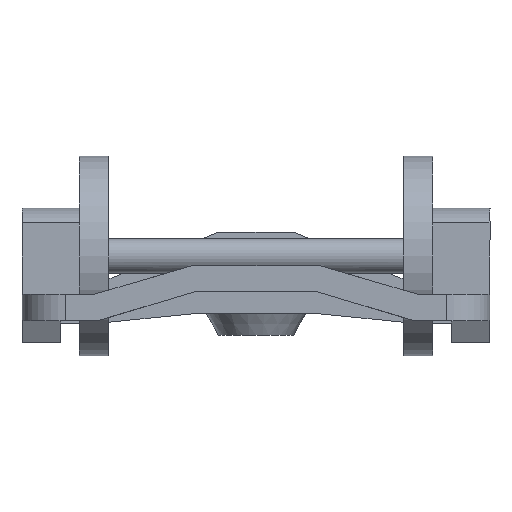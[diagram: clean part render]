
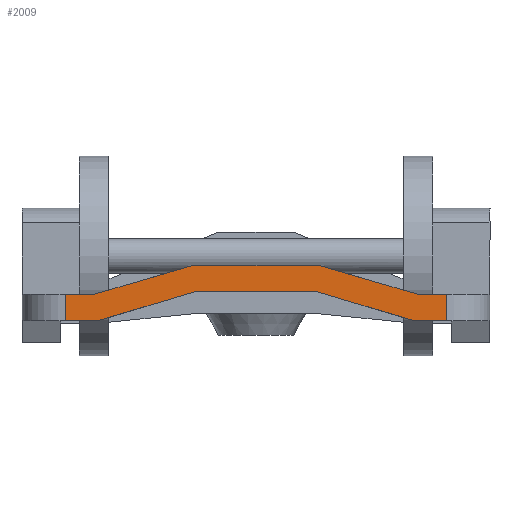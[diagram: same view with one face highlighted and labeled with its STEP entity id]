
A CAD part, left-side view. The second image highlights one B-rep face of the part: STEP entity #2009.
In plain terms, the highlighted planar face has unit normal (-1, 0, 0).
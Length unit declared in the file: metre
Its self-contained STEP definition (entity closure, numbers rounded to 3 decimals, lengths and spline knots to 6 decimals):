
#95 = LINE ( 'NONE', #1620, #1926 ) ;
#170 = ORIENTED_EDGE ( 'NONE', *, *, #3377, .F. ) ;
#191 = VERTEX_POINT ( 'NONE', #3518 ) ;
#267 = CARTESIAN_POINT ( 'NONE',  ( -14.588568, -0.8775, -0.637085 ) ) ;
#277 = VERTEX_POINT ( 'NONE', #1127 ) ;
#280 = AXIS2_PLACEMENT_3D ( 'NONE', #3358, #439, #709 ) ;
#365 = DIRECTION ( 'NONE',  ( 0., 1., 0. ) ) ;
#439 = DIRECTION ( 'NONE',  ( 1., 0., 0. ) ) ;
#472 = VECTOR ( 'NONE', #1556, 1. ) ;
#475 = LINE ( 'NONE', #2553, #1671 ) ;
#505 = CARTESIAN_POINT ( 'NONE',  ( -14.588568, -1.0775, -0.757085 ) ) ;
#545 = LINE ( 'NONE', #2336, #472 ) ;
#557 = VECTOR ( 'NONE', #2396, 1. ) ;
#598 = ORIENTED_EDGE ( 'NONE', *, *, #1320, .F. ) ;
#658 = ORIENTED_EDGE ( 'NONE', *, *, #1413, .F. ) ;
#709 = DIRECTION ( 'NONE',  ( 0., 1., 0. ) ) ;
#748 = ORIENTED_EDGE ( 'NONE', *, *, #1348, .F. ) ;
#762 = VERTEX_POINT ( 'NONE', #2088 ) ;
#837 = CARTESIAN_POINT ( 'NONE',  ( -14.588568, -1.0775, -0.637085 ) ) ;
#846 = ORIENTED_EDGE ( 'NONE', *, *, #2184, .T. ) ;
#889 = VERTEX_POINT ( 'NONE', #1290 ) ;
#920 = VECTOR ( 'NONE', #3623, 1. ) ;
#994 = EDGE_CURVE ( 'NONE', #1176, #889, #475, .T. ) ;
#997 = CARTESIAN_POINT ( 'NONE',  ( -14.588568, -0.8775, -0.757085 ) ) ;
#1002 = PLANE ( 'NONE',  #280 ) ;
#1016 = LINE ( 'NONE', #3681, #3270 ) ;
#1022 = VECTOR ( 'NONE', #3521, 1. ) ;
#1114 = EDGE_CURVE ( 'NONE', #1321, #1947, #1714, .T. ) ;
#1127 = CARTESIAN_POINT ( 'NONE',  ( -14.588568, -0.747099, -0.637085 ) ) ;
#1145 = CARTESIAN_POINT ( 'NONE',  ( -14.588568, -0.747099, -0.637085 ) ) ;
#1147 = DIRECTION ( 'NONE',  ( 0., 0., 1. ) ) ;
#1151 = VECTOR ( 'NONE', #365, 1. ) ;
#1155 = ORIENTED_EDGE ( 'NONE', *, *, #2203, .T. ) ;
#1176 = VERTEX_POINT ( 'NONE', #2123 ) ;
#1251 = CARTESIAN_POINT ( 'NONE',  ( -14.588568, 0.295939, -0.50498 ) ) ;
#1272 = VECTOR ( 'NONE', #1147, 1. ) ;
#1290 = CARTESIAN_POINT ( 'NONE',  ( -14.588568, 0.725002, -0.757085 ) ) ;
#1301 = EDGE_CURVE ( 'NONE', #889, #1616, #1016, .T. ) ;
#1320 = EDGE_CURVE ( 'NONE', #1947, #3149, #2201, .T. ) ;
#1321 = VERTEX_POINT ( 'NONE', #997 ) ;
#1348 = EDGE_CURVE ( 'NONE', #191, #1778, #95, .T. ) ;
#1376 = ORIENTED_EDGE ( 'NONE', *, *, #2490, .T. ) ;
#1413 = EDGE_CURVE ( 'NONE', #1176, #191, #3757, .T. ) ;
#1518 = VECTOR ( 'NONE', #2550, 1. ) ;
#1544 = LINE ( 'NONE', #1251, #3299 ) ;
#1556 = DIRECTION ( 'NONE',  ( 0., -1., 0. ) ) ;
#1559 = EDGE_CURVE ( 'NONE', #1321, #1955, #2659, .T. ) ;
#1616 = VERTEX_POINT ( 'NONE', #3538 ) ;
#1620 = CARTESIAN_POINT ( 'NONE',  ( -14.588568, 1.0775, -0.637085 ) ) ;
#1671 = VECTOR ( 'NONE', #2845, 1. ) ;
#1688 = EDGE_LOOP ( 'NONE', ( #2030, #2267, #846, #598, #2614, #3748, #1155, #1376, #3833, #170, #748, #658 ) ) ;
#1714 = LINE ( 'NONE', #505, #2852 ) ;
#1759 = CARTESIAN_POINT ( 'NONE',  ( -14.588568, 0.747099, -0.637085 ) ) ;
#1778 = VERTEX_POINT ( 'NONE', #1759 ) ;
#1838 = CARTESIAN_POINT ( 'NONE',  ( -14.588568, -0.8775, -0.637085 ) ) ;
#1926 = VECTOR ( 'NONE', #2143, 1. ) ;
#1947 = VERTEX_POINT ( 'NONE', #3298 ) ;
#1955 = VERTEX_POINT ( 'NONE', #1838 ) ;
#1985 = EDGE_CURVE ( 'NONE', #3639, #762, #1544, .T. ) ;
#2009 = ADVANCED_FACE ( 'NONE', ( #3379 ), #1002, .F. ) ;
#2030 = ORIENTED_EDGE ( 'NONE', *, *, #994, .T. ) ;
#2088 = CARTESIAN_POINT ( 'NONE',  ( -14.588568, -0.295939, -0.50498 ) ) ;
#2123 = CARTESIAN_POINT ( 'NONE',  ( -14.588568, 0.8775, -0.757085 ) ) ;
#2143 = DIRECTION ( 'NONE',  ( 0., -1., 0. ) ) ;
#2184 = EDGE_CURVE ( 'NONE', #1616, #3149, #545, .T. ) ;
#2189 = DIRECTION ( 'NONE',  ( 0., -1., 0. ) ) ;
#2201 = LINE ( 'NONE', #3370, #920 ) ;
#2203 = EDGE_CURVE ( 'NONE', #1955, #277, #3489, .T. ) ;
#2210 = CARTESIAN_POINT ( 'NONE',  ( -14.588568, -0.278902, -0.623787 ) ) ;
#2267 = ORIENTED_EDGE ( 'NONE', *, *, #1301, .T. ) ;
#2336 = CARTESIAN_POINT ( 'NONE',  ( -14.588568, 0.278902, -0.623787 ) ) ;
#2396 = DIRECTION ( 'NONE',  ( 0., -0.96, 0.281 ) ) ;
#2490 = EDGE_CURVE ( 'NONE', #277, #762, #3483, .T. ) ;
#2531 = CARTESIAN_POINT ( 'NONE',  ( -14.588568, 0.295939, -0.50498 ) ) ;
#2550 = DIRECTION ( 'NONE',  ( 0., 0., 1. ) ) ;
#2553 = CARTESIAN_POINT ( 'NONE',  ( -14.588568, 1.0775, -0.757085 ) ) ;
#2586 = CARTESIAN_POINT ( 'NONE',  ( -14.588568, 0.8775, -0.637085 ) ) ;
#2590 = DIRECTION ( 'NONE',  ( 0., 1., 0. ) ) ;
#2614 = ORIENTED_EDGE ( 'NONE', *, *, #1114, .F. ) ;
#2659 = LINE ( 'NONE', #267, #1272 ) ;
#2721 = DIRECTION ( 'NONE',  ( 0., -0.958, 0.286 ) ) ;
#2845 = DIRECTION ( 'NONE',  ( 0., -1., 0. ) ) ;
#2852 = VECTOR ( 'NONE', #2590, 1. ) ;
#3149 = VERTEX_POINT ( 'NONE', #2210 ) ;
#3258 = LINE ( 'NONE', #3836, #557 ) ;
#3270 = VECTOR ( 'NONE', #2721, 1. ) ;
#3298 = CARTESIAN_POINT ( 'NONE',  ( -14.588568, -0.725002, -0.757085 ) ) ;
#3299 = VECTOR ( 'NONE', #2189, 1. ) ;
#3358 = CARTESIAN_POINT ( 'NONE',  ( -14.588568, 0., -0.91 ) ) ;
#3370 = CARTESIAN_POINT ( 'NONE',  ( -14.588568, -0.725002, -0.757085 ) ) ;
#3377 = EDGE_CURVE ( 'NONE', #1778, #3639, #3258, .T. ) ;
#3379 = FACE_OUTER_BOUND ( 'NONE', #1688, .T. ) ;
#3483 = LINE ( 'NONE', #1145, #1022 ) ;
#3489 = LINE ( 'NONE', #837, #1151 ) ;
#3518 = CARTESIAN_POINT ( 'NONE',  ( -14.588568, 0.8775, -0.637085 ) ) ;
#3521 = DIRECTION ( 'NONE',  ( 0., 0.96, 0.281 ) ) ;
#3538 = CARTESIAN_POINT ( 'NONE',  ( -14.588568, 0.278902, -0.623787 ) ) ;
#3623 = DIRECTION ( 'NONE',  ( 0., 0.958, 0.286 ) ) ;
#3639 = VERTEX_POINT ( 'NONE', #2531 ) ;
#3681 = CARTESIAN_POINT ( 'NONE',  ( -14.588568, 0.725002, -0.757085 ) ) ;
#3748 = ORIENTED_EDGE ( 'NONE', *, *, #1559, .T. ) ;
#3757 = LINE ( 'NONE', #2586, #1518 ) ;
#3833 = ORIENTED_EDGE ( 'NONE', *, *, #1985, .F. ) ;
#3836 = CARTESIAN_POINT ( 'NONE',  ( -14.588568, 0.747099, -0.637085 ) ) ;
